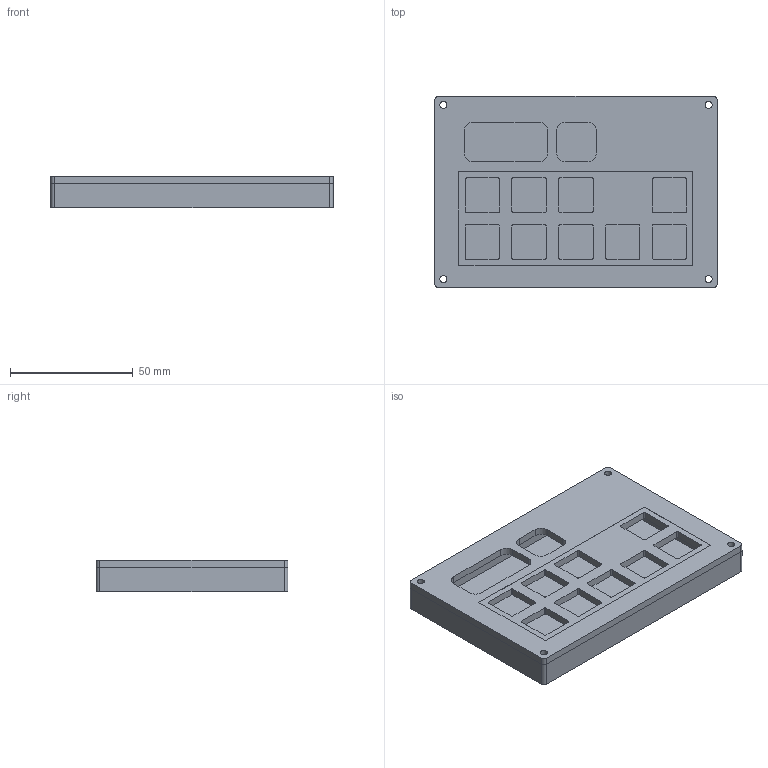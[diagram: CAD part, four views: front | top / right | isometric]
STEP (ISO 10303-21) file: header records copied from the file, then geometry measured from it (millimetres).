
FILE_DESCRIPTION(/* description */ ('STEP AP242','CAx-IF Rec.Pracs.---Representation and Presentation of Product Manufacturing Information (PMI)---4.0---2014-10-13','CAx-IF Rec.Pracs.---3D Tessellated Geometry---0.4---2014-09-14','2;1'),/* implementation_level */ '2;1');
FILE_NAME(/* name */ '671721b162551d377d841782',/* time_stamp */ '2024-10-22T03:53:21Z',/* author */ (''),/* organization */ (''),/* preprocessor_version */ 'ST-DEVELOPER v20',/* originating_system */ ' ',/* authorisation */ ' ');
FILE_SCHEMA (('AP242_MANAGED_MODEL_BASED_3D_ENGINEERING_MIM_LF { 1 0 10303 442 1 1 4 }'));
Length unit declared in the file: metre
Products named in the file (3): Part 2; Part 1; Part 3
Bounding box: 115 x 78 x 13 mm (x, y, z)
Volume: 63044.1 mm3; surface area: 41971.5 mm2
Topology: 3 solids, 3 shells, 136 faces, 390 edges, 260 vertices
Faces by surface type: plane 76, cylinder 60
Full cylindrical faces by diameter (mm): 2.9 x8
Entity records: 4587 total; most frequent: CARTESIAN_POINT 781, DIRECTION 780, ORIENTED_EDGE 764, EDGE_CURVE 382, LINE 262, VECTOR 262, VERTEX_POINT 260, AXIS2_PLACEMENT_3D 259
